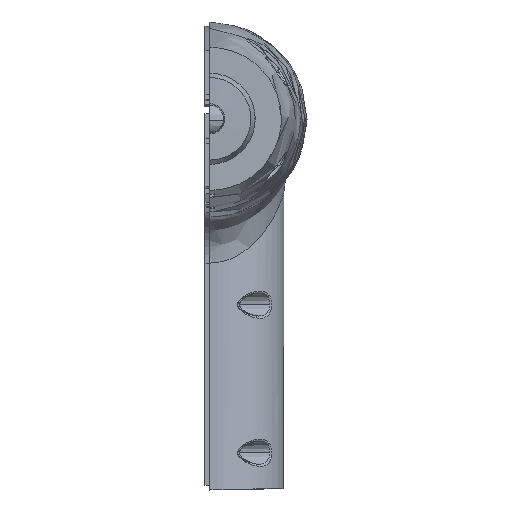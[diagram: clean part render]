
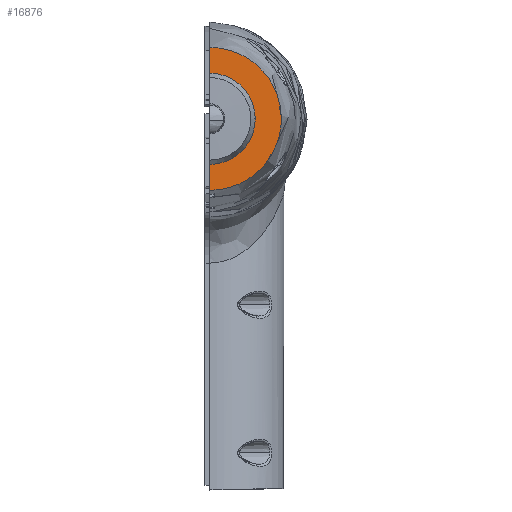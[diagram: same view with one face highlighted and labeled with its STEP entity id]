
A CAD part, top view. The second image highlights one B-rep face of the part: STEP entity #16876.
In plain terms, the highlighted planar face has unit normal (0.018, 0, 1).
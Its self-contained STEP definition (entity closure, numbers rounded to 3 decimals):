
#233 = CARTESIAN_POINT ( 'NONE',  ( 0., 6.058, -26. ) ) ;
#355 = VERTEX_POINT ( 'NONE', #3506 ) ;
#465 = CARTESIAN_POINT ( 'NONE',  ( 0., 6.058, -26. ) ) ;
#587 = CARTESIAN_POINT ( 'NONE',  ( 0., -27.495, -26. ) ) ;
#1118 = CARTESIAN_POINT ( 'NONE',  ( 6.055, 0., -26.106 ) ) ;
#1194 = ORIENTED_EDGE ( 'NONE', *, *, #15467, .F. ) ;
#1538 = CARTESIAN_POINT ( 'NONE',  ( 6.401, 14.079, -26.112 ) ) ;
#1635 = CARTESIAN_POINT ( 'NONE',  ( 12.325, 9.424, -26.215 ) ) ;
#1924 = CARTESIAN_POINT ( 'NONE',  ( 13.16, -8.178, -26.23 ) ) ;
#2878 = DIRECTION ( 'NONE',  ( -1., 0., 0.017 ) ) ;
#3168 = CARTESIAN_POINT ( 'NONE',  ( 0., -6.058, -26. ) ) ;
#3506 = CARTESIAN_POINT ( 'NONE',  ( 0., -15.431, -26. ) ) ;
#3718 = CARTESIAN_POINT ( 'NONE',  ( 14.335, -5.935, -26.25 ) ) ;
#3733 = ORIENTED_EDGE ( 'NONE', *, *, #17983, .T. ) ;
#3822 = CARTESIAN_POINT ( 'NONE',  ( 15.297, 2.519, -26.267 ) ) ;
#3919 = CARTESIAN_POINT ( 'NONE',  ( 14.708, 4.971, -26.257 ) ) ;
#4014 = CARTESIAN_POINT ( 'NONE',  ( 15.396, -2.024, -26.269 ) ) ;
#4109 = CARTESIAN_POINT ( 'NONE',  ( 11.684, 10.205, -26.204 ) ) ;
#6024 = CARTESIAN_POINT ( 'NONE',  ( 15., 4.007, -26.262 ) ) ;
#6120 = CARTESIAN_POINT ( 'NONE',  ( 9.454, 12.287, -26.165 ) ) ;
#6218 = CARTESIAN_POINT ( 'NONE',  ( 2.541, 15.239, -26.044 ) ) ;
#6311 = CARTESIAN_POINT ( 'NONE',  ( 5.458, -14.466, -26.095 ) ) ;
#7503 = CARTESIAN_POINT ( 'NONE',  ( 0., 15.431, -26. ) ) ;
#8126 = CARTESIAN_POINT ( 'NONE',  ( 15.471, 0.999, -26.27 ) ) ;
#8221 = CARTESIAN_POINT ( 'NONE',  ( 13.426, 7.735, -26.234 ) ) ;
#8319 = CARTESIAN_POINT ( 'NONE',  ( 2.037, 15.313, -26.036 ) ) ;
#8802 = CARTESIAN_POINT ( 'NONE',  ( 0., -27.495, -26. ) ) ;
#9238 = CARTESIAN_POINT ( 'NONE',  ( 3.547, 6.056, -26.062 ) ) ;
#9538 = CARTESIAN_POINT ( 'NONE',  ( 0., -6.058, -26. ) ) ;
#10222 = CARTESIAN_POINT ( 'NONE',  ( 4.975, -14.638, -26.087 ) ) ;
#10325 = CARTESIAN_POINT ( 'NONE',  ( 6.865, 13.861, -26.12 ) ) ;
#10332 = FACE_OUTER_BOUND ( 'NONE', #13721, .T. ) ;
#10505 = CARTESIAN_POINT ( 'NONE',  ( 13.906, 6.84, -26.243 ) ) ;
#10597 = CARTESIAN_POINT ( 'NONE',  ( 13.424, -7.739, -26.234 ) ) ;
#11656 = ORIENTED_EDGE ( 'NONE', *, *, #13393, .T. ) ;
#12420 = CARTESIAN_POINT ( 'NONE',  ( 10.237, 11.648, -26.179 ) ) ;
#12611 = VERTEX_POINT ( 'NONE', #3168 ) ;
#12614 = CARTESIAN_POINT ( 'NONE',  ( 10.219, -11.63, -26.178 ) ) ;
#12711 = CARTESIAN_POINT ( 'NONE',  ( 0.511, 15.433, -26.009 ) ) ;
#12803 = CARTESIAN_POINT ( 'NONE',  ( 14.676, -4.986, -26.256 ) ) ;
#13393 = EDGE_CURVE ( 'NONE', #21413, #23876, #19355, .T. ) ;
#13721 = EDGE_LOOP ( 'NONE', ( #19282, #3733, #11656, #1194, #13865 ) ) ;
#13865 = ORIENTED_EDGE ( 'NONE', *, *, #18251, .F. ) ;
#14216 = CARTESIAN_POINT ( 'NONE',  ( 6.055, 0., -26.106 ) ) ;
#14624 = CARTESIAN_POINT ( 'NONE',  ( 8.196, 13.124, -26.143 ) ) ;
#14722 = CARTESIAN_POINT ( 'NONE',  ( 0., 15.431, -26. ) ) ;
#14820 = CARTESIAN_POINT ( 'NONE',  ( 4.002, -14.929, -26.07 ) ) ;
#14917 = CARTESIAN_POINT ( 'NONE',  ( 11.667, -10.222, -26.204 ) ) ;
#15316 = DIRECTION ( 'NONE',  ( 0., 1., 0. ) ) ;
#15467 = EDGE_CURVE ( 'NONE', #21906, #23876, #18936, .T. ) ;
#15884 = DIRECTION ( 'NONE',  ( -0.017, 0., -1. ) ) ;
#15900 = VECTOR ( 'NONE', #22578, 1000. ) ;
#16046 = CARTESIAN_POINT ( 'NONE',  ( 6.055, 0., -26.106 ) ) ;
#16876 = ADVANCED_FACE ( 'NONE', ( #10332 ), #17814, .F. ) ;
#16931 = CARTESIAN_POINT ( 'NONE',  ( 1.022, -15.435, -26.018 ) ) ;
#17033 = CARTESIAN_POINT ( 'NONE',  ( 15.496, 0.493, -26.27 ) ) ;
#17126 = CARTESIAN_POINT ( 'NONE',  ( 9.429, -12.275, -26.165 ) ) ;
#17223 = CARTESIAN_POINT ( 'NONE',  ( 14.972, -4.017, -26.261 ) ) ;
#17351 = B_SPLINE_CURVE_WITH_KNOTS ( 'NONE', 3,
 ( #25698, #16931, #21599, #27807, #14820, #10222, #6311, #23322, #25881, #25505, #17126, #12614, #21222, #14917, #27709, #1924, #10597, #27896, #3718, #12803, #17223, #28086, #4014, #25604, #17033, #8126, #19061, #3822, #6024, #3919, #19247, #10505, #8221, #19152, #1635, #4109, #12420, #6120, #14624, #23414, #10325, #1538, #21421, #25785, #6218, #8319, #23599, #12711, #14722 ),
 .UNSPECIFIED., .F., .F.,
 ( 4, 2, 2, 2, 2, 2, 2, 2, 2, 1, 2, 2, 2, 2, 2, 2, 2, 2, 2, 2, 2, 2, 2, 2, 4 ),
 ( 0., 0.003, 0.005, 0.006, 0.009, 0.011, 0.012, 0.015, 0.017, 0.018, 0.02, 0.021, 0.024, 0.026, 0.027, 0.03, 0.032, 0.033, 0.036, 0.039, 0.041, 0.042, 0.045, 0.047, 0.048 ),
 .UNSPECIFIED. ) ;
#17465 = LINE ( 'NONE', #8802, #21560 ) ;
#17747 = CARTESIAN_POINT ( 'NONE',  ( 0., 0., -26. ) ) ;
#17814 = PLANE ( 'NONE',  #21602 ) ;
#17983 = EDGE_CURVE ( 'NONE', #355, #21413, #17351, .T. ) ;
#18251 = EDGE_CURVE ( 'NONE', #12611, #21906, #27480, .T. ) ;
#18936 =( BOUNDED_CURVE ( )  B_SPLINE_CURVE ( 3, ( #16046, #20331, #9238, #465 ),
 .UNSPECIFIED., .F., .F. ) 
 B_SPLINE_CURVE_WITH_KNOTS ( ( 4, 4 ),
 ( 3.142, 4.712 ),
 .UNSPECIFIED. ) 
 CURVE ( )  GEOMETRIC_REPRESENTATION_ITEM ( )  RATIONAL_B_SPLINE_CURVE ( ( 1., 0.805, 0.805, 1. ) ) 
 REPRESENTATION_ITEM ( '' )  );
#19061 = CARTESIAN_POINT ( 'NONE',  ( 15.372, 2.014, -26.268 ) ) ;
#19152 = CARTESIAN_POINT ( 'NONE',  ( 13.166, 8.168, -26.23 ) ) ;
#19247 = CARTESIAN_POINT ( 'NONE',  ( 14.126, 6.376, -26.247 ) ) ;
#19282 = ORIENTED_EDGE ( 'NONE', *, *, #20436, .F. ) ;
#19355 = LINE ( 'NONE', #17747, #15900 ) ;
#20331 = CARTESIAN_POINT ( 'NONE',  ( 6.055, 3.547, -26.106 ) ) ;
#20436 = EDGE_CURVE ( 'NONE', #355, #12611, #17465, .T. ) ;
#20718 = CARTESIAN_POINT ( 'NONE',  ( 3.547, -6.056, -26.062 ) ) ;
#21222 = CARTESIAN_POINT ( 'NONE',  ( 10.595, -11.29, -26.185 ) ) ;
#21413 = VERTEX_POINT ( 'NONE', #7503 ) ;
#21421 = CARTESIAN_POINT ( 'NONE',  ( 4.995, 14.657, -26.087 ) ) ;
#21560 = VECTOR ( 'NONE', #15316, 1000. ) ;
#21599 = CARTESIAN_POINT ( 'NONE',  ( 2.027, -15.339, -26.035 ) ) ;
#21602 = AXIS2_PLACEMENT_3D ( 'NONE', #587, #15884, #2878 ) ;
#21906 = VERTEX_POINT ( 'NONE', #1118 ) ;
#22578 = DIRECTION ( 'NONE',  ( 0., -1., 0. ) ) ;
#23322 = CARTESIAN_POINT ( 'NONE',  ( 6.865, -13.889, -26.12 ) ) ;
#23414 = CARTESIAN_POINT ( 'NONE',  ( 7.762, 13.384, -26.135 ) ) ;
#23599 = CARTESIAN_POINT ( 'NONE',  ( 1.021, 15.41, -26.018 ) ) ;
#23876 = VERTEX_POINT ( 'NONE', #233 ) ;
#24722 = CARTESIAN_POINT ( 'NONE',  ( 6.055, -3.547, -26.106 ) ) ;
#25505 = CARTESIAN_POINT ( 'NONE',  ( 9.018, -12.577, -26.157 ) ) ;
#25604 = CARTESIAN_POINT ( 'NONE',  ( 15.494, -1.02, -26.27 ) ) ;
#25698 = CARTESIAN_POINT ( 'NONE',  ( 0., -15.431, -26. ) ) ;
#25785 = CARTESIAN_POINT ( 'NONE',  ( 4.03, 14.947, -26.07 ) ) ;
#25881 = CARTESIAN_POINT ( 'NONE',  ( 7.755, -13.416, -26.135 ) ) ;
#27480 =( BOUNDED_CURVE ( )  B_SPLINE_CURVE ( 3, ( #9538, #20718, #24722, #14216 ),
 .UNSPECIFIED., .F., .F. ) 
 B_SPLINE_CURVE_WITH_KNOTS ( ( 4, 4 ),
 ( 1.571, 3.142 ),
 .UNSPECIFIED. ) 
 CURVE ( )  GEOMETRIC_REPRESENTATION_ITEM ( )  RATIONAL_B_SPLINE_CURVE ( ( 1., 0.805, 0.805, 1. ) ) 
 REPRESENTATION_ITEM ( '' )  );
#27709 = CARTESIAN_POINT ( 'NONE',  ( 12.309, -9.445, -26.215 ) ) ;
#27807 = CARTESIAN_POINT ( 'NONE',  ( 3.511, -15.049, -26.061 ) ) ;
#27896 = CARTESIAN_POINT ( 'NONE',  ( 13.903, -6.846, -26.243 ) ) ;
#28086 = CARTESIAN_POINT ( 'NONE',  ( 15.097, -3.521, -26.264 ) ) ;
